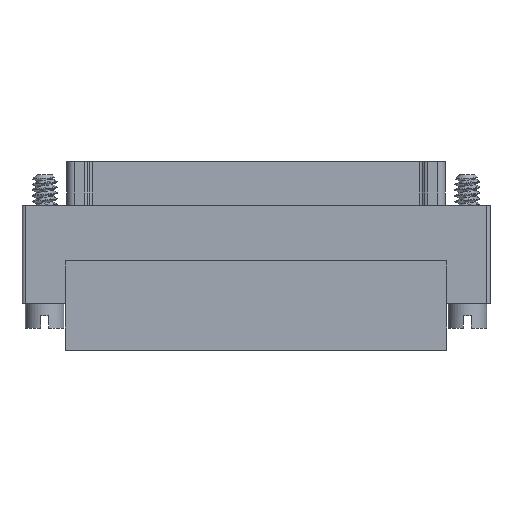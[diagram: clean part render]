
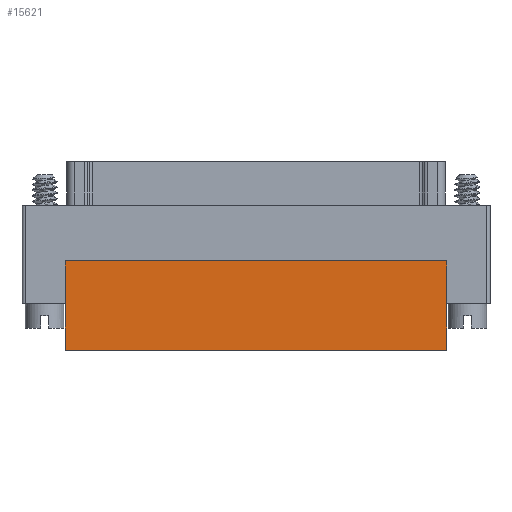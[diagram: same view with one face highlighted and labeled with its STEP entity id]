
A CAD part, front view. The second image highlights one B-rep face of the part: STEP entity #15621.
In plain terms, the highlighted planar face has unit normal (0, -1, 0).
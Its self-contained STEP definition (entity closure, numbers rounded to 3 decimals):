
#12297=DIRECTION('',(0.,0.,-1.));
#12298=VECTOR('',#12297,2.87);
#12299=CARTESIAN_POINT('',(11.68,-1.88,0.));
#12300=LINE('',#12299,#12298);
#12317=DIRECTION('',(1.,0.,0.));
#12318=VECTOR('',#12317,23.36);
#12319=CARTESIAN_POINT('',(-11.68,-1.88,-2.87));
#12320=LINE('',#12319,#12318);
#12321=DIRECTION('',(0.,0.,-1.));
#12322=VECTOR('',#12321,2.87);
#12323=CARTESIAN_POINT('',(-11.68,-1.88,0.));
#12324=LINE('',#12323,#12322);
#12325=DIRECTION('',(0.,0.,-1.));
#12326=VECTOR('',#12325,2.613);
#12327=CARTESIAN_POINT('',(-11.68,-1.88,2.613));
#12328=LINE('',#12327,#12326);
#12329=DIRECTION('',(1.,0.,0.));
#12330=VECTOR('',#12329,23.36);
#12331=CARTESIAN_POINT('',(-11.68,-1.88,2.613));
#12332=LINE('',#12331,#12330);
#12497=DIRECTION('',(0.,0.,-1.));
#12498=VECTOR('',#12497,2.613);
#12499=CARTESIAN_POINT('',(11.68,-1.88,2.613));
#12500=LINE('',#12499,#12498);
#14307=CARTESIAN_POINT('',(11.68,-1.88,2.613));
#14308=CARTESIAN_POINT('',(11.68,-1.88,0.));
#14309=VERTEX_POINT('',#14307);
#14310=VERTEX_POINT('',#14308);
#14319=CARTESIAN_POINT('',(-11.68,-1.88,0.));
#14320=CARTESIAN_POINT('',(-11.68,-1.88,-2.87));
#14321=VERTEX_POINT('',#14319);
#14322=VERTEX_POINT('',#14320);
#14325=CARTESIAN_POINT('',(11.68,-1.88,-2.87));
#14326=VERTEX_POINT('',#14325);
#14441=CARTESIAN_POINT('',(-11.68,-1.88,2.613));
#14442=VERTEX_POINT('',#14441);
#15605=CARTESIAN_POINT('',(-11.68,-1.88,-2.87));
#15606=DIRECTION('',(0.,1.,0.));
#15607=DIRECTION('',(-1.,0.,0.));
#15608=AXIS2_PLACEMENT_3D('',#15605,#15606,#15607);
#15609=PLANE('',#15608);
#15611=ORIENTED_EDGE('',*,*,#15610,.T.);
#15613=ORIENTED_EDGE('',*,*,#15612,.T.);
#15614=ORIENTED_EDGE('',*,*,#15555,.T.);
#15615=ORIENTED_EDGE('',*,*,#15573,.F.);
#15616=ORIENTED_EDGE('',*,*,#15592,.F.);
#15618=ORIENTED_EDGE('',*,*,#15617,.F.);
#15619=EDGE_LOOP('',(#15611,#15613,#15614,#15615,#15616,#15618));
#15620=FACE_OUTER_BOUND('',#15619,.F.);
#15555=EDGE_CURVE('',#14310,#14326,#12300,.T.);
#15573=EDGE_CURVE('',#14322,#14326,#12320,.T.);
#15592=EDGE_CURVE('',#14321,#14322,#12324,.T.);
#15610=EDGE_CURVE('',#14442,#14309,#12332,.T.);
#15612=EDGE_CURVE('',#14309,#14310,#12500,.T.);
#15617=EDGE_CURVE('',#14442,#14321,#12328,.T.);
#15621=ADVANCED_FACE('',(#15620),#15609,.F.);
